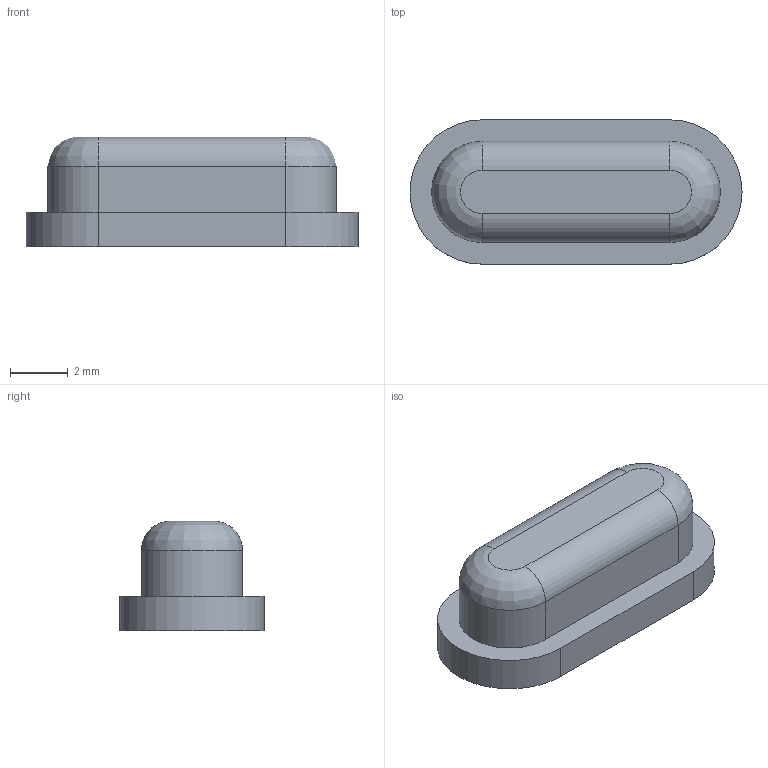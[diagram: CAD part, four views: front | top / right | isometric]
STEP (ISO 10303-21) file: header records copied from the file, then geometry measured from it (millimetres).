
FILE_DESCRIPTION(('FreeCAD Model'),'2;1');
FILE_NAME('start-select-button_v2.step', '2021-04-29T18:34:50',('Author'),(''), 'Open CASCADE STEP processor 7.3','FreeCAD','Unknown');
FILE_SCHEMA(('AUTOMOTIVE_DESIGN { 1 0 10303 214 1 1 1 1 }'));
Length unit declared in the file: millimetre
Products named in the file (1): Fillet003
Bounding box: 11.5 x 5 x 3.8 mm (x, y, z)
Volume: 141.9 mm3; surface area: 190.4 mm2
Topology: 1 solids, 1 shells, 15 faces, 32 edges, 20 vertices
Faces by surface type: plane 7, cylinder 6, revolution 2
Entity records: 857 total; most frequent: CARTESIAN_POINT 160, DIRECTION 132, LINE 66, VECTOR 66, ORIENTED_EDGE 64, PCURVE 64, DEFINITIONAL_REPRESENTATION 64, EDGE_CURVE 32
